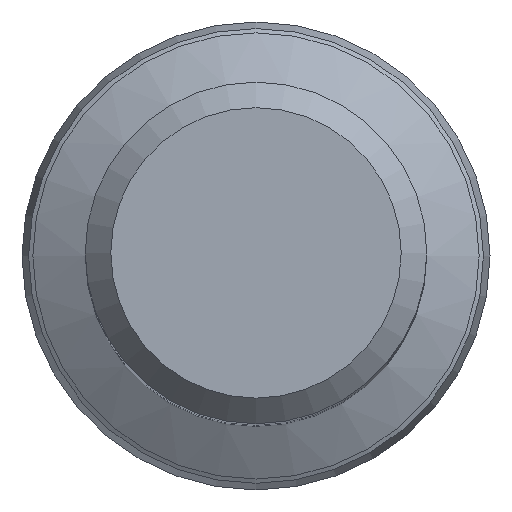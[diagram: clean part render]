
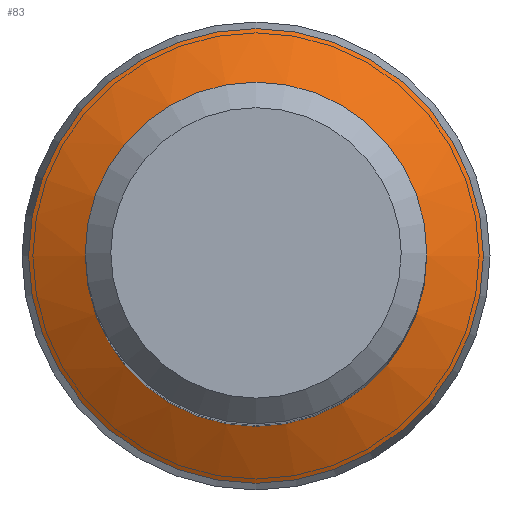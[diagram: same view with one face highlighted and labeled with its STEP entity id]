
A CAD part, top view. The second image highlights one B-rep face of the part: STEP entity #83.
In plain terms, the highlighted conical face has half-angle 60 degrees and reference radius 13.311 mm.
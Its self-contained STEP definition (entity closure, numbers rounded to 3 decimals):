
#57=CONICAL_SURFACE('',#306,13.311,60.);
#83=ADVANCED_FACE('',(#110,#111),#57,.T.);
#110=FACE_BOUND('',#144,.T.);
#111=FACE_BOUND('',#145,.T.);
#144=EDGE_LOOP('',(#180));
#145=EDGE_LOOP('',(#181));
#180=ORIENTED_EDGE('',*,*,#227,.T.);
#181=ORIENTED_EDGE('',*,*,#228,.F.);
#209=VERTEX_POINT('',#441);
#210=VERTEX_POINT('',#443);
#227=EDGE_CURVE('',#209,#209,#245,.T.);
#228=EDGE_CURVE('',#210,#210,#246,.T.);
#245=CIRCLE('',#304,6.903);
#246=CIRCLE('',#305,13.311);
#304=AXIS2_PLACEMENT_3D('',#440,#367,#368);
#305=AXIS2_PLACEMENT_3D('',#442,#369,#370);
#306=AXIS2_PLACEMENT_3D('',#444,#371,#372);
#367=DIRECTION('',(0.,0.,-1.));
#368=DIRECTION('',(-1.,0.,0.));
#369=DIRECTION('',(0.,0.,-1.));
#370=DIRECTION('',(-1.,0.,0.));
#371=DIRECTION('',(0.,0.,-1.));
#372=DIRECTION('',(1.,0.,0.));
#440=CARTESIAN_POINT('',(0.,0.,-48.441));
#441=CARTESIAN_POINT('',(-6.903,0.,-48.441));
#442=CARTESIAN_POINT('',(0.,0.,-52.141));
#443=CARTESIAN_POINT('',(-13.311,0.,-52.141));
#444=CARTESIAN_POINT('',(0.,0.,-52.141));
